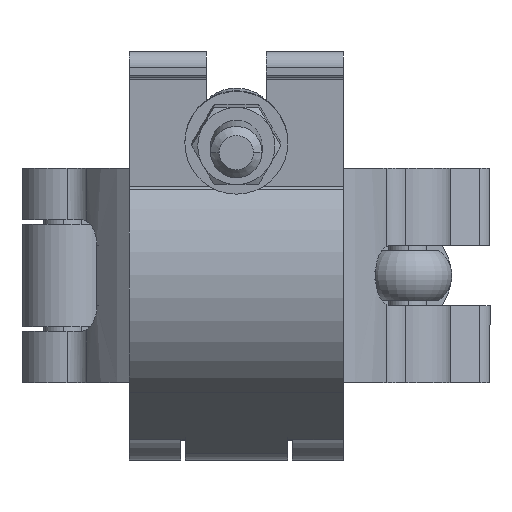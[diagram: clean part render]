
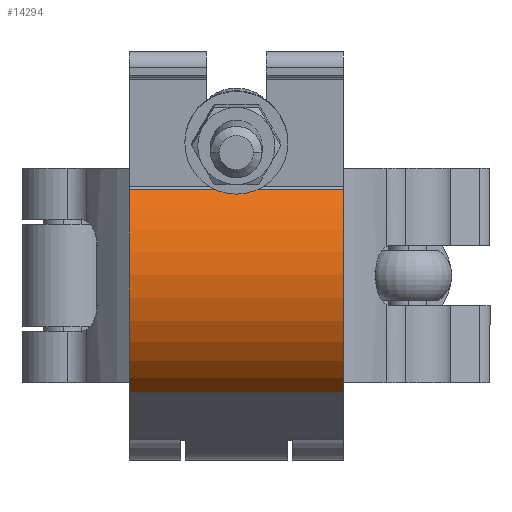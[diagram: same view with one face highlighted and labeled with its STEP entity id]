
A CAD part, front view. The second image highlights one B-rep face of the part: STEP entity #14294.
In plain terms, the highlighted cylindrical face has radius 33.1 mm (diameter 66.2 mm), a partial arc.
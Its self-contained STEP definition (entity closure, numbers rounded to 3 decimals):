
#96 = CIRCLE ( 'NONE', #4175, 33.1 ) ;
#278 = DIRECTION ( 'NONE',  ( 0., 0., 1. ) ) ;
#441 = CARTESIAN_POINT ( 'NONE',  ( 24.95, 26.415, -8.218 ) ) ;
#1212 = EDGE_CURVE ( 'NONE', #5181, #4101, #12199, .T. ) ;
#1263 = VERTEX_POINT ( 'NONE', #14828 ) ;
#1300 = LINE ( 'NONE', #15728, #6436 ) ;
#1977 = AXIS2_PLACEMENT_3D ( 'NONE', #2949, #7838, #278 ) ;
#2144 = CYLINDRICAL_SURFACE ( 'NONE', #1977, 33.1 ) ;
#2543 = DIRECTION ( 'NONE',  ( -1., 0., 0. ) ) ;
#2949 = CARTESIAN_POINT ( 'NONE',  ( 24.95, 6.327, -34.525 ) ) ;
#4017 = VECTOR ( 'NONE', #2543, 1000. ) ;
#4101 = VERTEX_POINT ( 'NONE', #441 ) ;
#4175 = AXIS2_PLACEMENT_3D ( 'NONE', #6747, #11936, #14315 ) ;
#5181 = VERTEX_POINT ( 'NONE', #6698 ) ;
#5184 = CARTESIAN_POINT ( 'NONE',  ( 24.95, 31.477, -56.044 ) ) ;
#5705 = DIRECTION ( 'NONE',  ( 1., 0., 0. ) ) ;
#6039 = EDGE_CURVE ( 'NONE', #4101, #1263, #1300, .T. ) ;
#6436 = VECTOR ( 'NONE', #12030, 1000. ) ;
#6538 = EDGE_LOOP ( 'NONE', ( #10455, #11530, #8253, #13172 ) ) ;
#6698 = CARTESIAN_POINT ( 'NONE',  ( 24.95, 31.477, -56.044 ) ) ;
#6747 = CARTESIAN_POINT ( 'NONE',  ( -24.95, 6.327, -34.525 ) ) ;
#7838 = DIRECTION ( 'NONE',  ( -1., 0., 0. ) ) ;
#8253 = ORIENTED_EDGE ( 'NONE', *, *, #1212, .F. ) ;
#8431 = EDGE_CURVE ( 'NONE', #12499, #1263, #96, .T. ) ;
#8890 = CARTESIAN_POINT ( 'NONE',  ( -24.95, 31.477, -56.044 ) ) ;
#10033 = AXIS2_PLACEMENT_3D ( 'NONE', #14450, #5705, #14497 ) ;
#10455 = ORIENTED_EDGE ( 'NONE', *, *, #8431, .T. ) ;
#10682 = EDGE_CURVE ( 'NONE', #5181, #12499, #11297, .T. ) ;
#11297 = LINE ( 'NONE', #5184, #4017 ) ;
#11530 = ORIENTED_EDGE ( 'NONE', *, *, #6039, .F. ) ;
#11936 = DIRECTION ( 'NONE',  ( 1., 0., 0. ) ) ;
#12030 = DIRECTION ( 'NONE',  ( -1., 0., 0. ) ) ;
#12199 = CIRCLE ( 'NONE', #10033, 33.1 ) ;
#12499 = VERTEX_POINT ( 'NONE', #8890 ) ;
#13172 = ORIENTED_EDGE ( 'NONE', *, *, #10682, .T. ) ;
#13947 = FACE_OUTER_BOUND ( 'NONE', #6538, .T. ) ;
#14294 = ADVANCED_FACE ( 'NONE', ( #13947 ), #2144, .T. ) ;
#14315 = DIRECTION ( 'NONE',  ( 0., 0., -1. ) ) ;
#14450 = CARTESIAN_POINT ( 'NONE',  ( 24.95, 6.327, -34.525 ) ) ;
#14497 = DIRECTION ( 'NONE',  ( 0., 0., -1. ) ) ;
#14828 = CARTESIAN_POINT ( 'NONE',  ( -24.95, 26.415, -8.218 ) ) ;
#15728 = CARTESIAN_POINT ( 'NONE',  ( 24.95, 26.415, -8.218 ) ) ;
